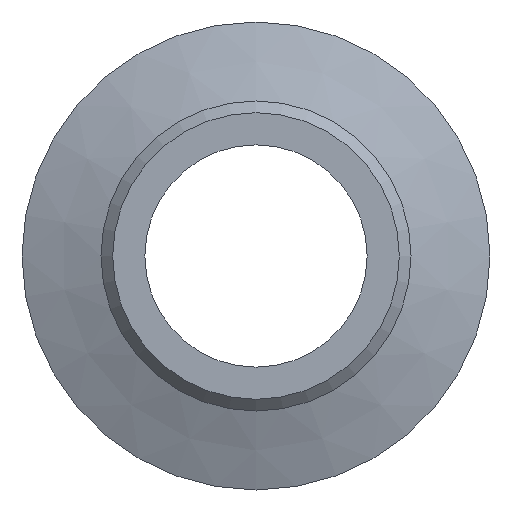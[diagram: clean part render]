
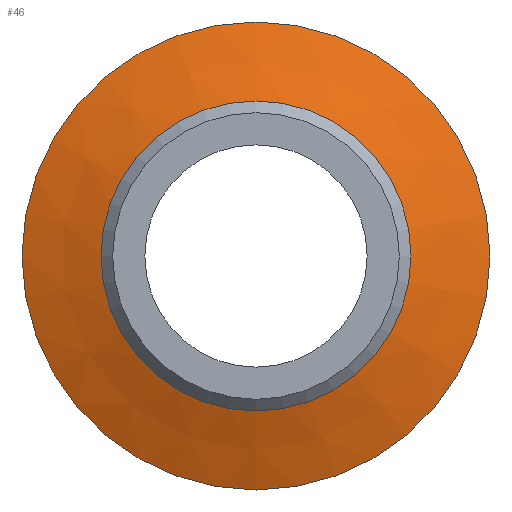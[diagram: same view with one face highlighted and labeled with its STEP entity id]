
A CAD part, front view. The second image highlights one B-rep face of the part: STEP entity #46.
In plain terms, the highlighted conical face has half-angle 70 degrees and reference radius 3.975 mm.
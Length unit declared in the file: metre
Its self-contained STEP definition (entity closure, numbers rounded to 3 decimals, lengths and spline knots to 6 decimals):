
#46 = ADVANCED_FACE( 'NONE', ( #95, #96 ), #97, .T. );
#95 = FACE_OUTER_BOUND( '', #142, .T. );
#96 = FACE_BOUND( '', #143, .T. );
#97 = CONICAL_SURFACE( '', #144, 0.003975, 1.222 );
#142 = EDGE_LOOP( '', ( #195 ) );
#143 = EDGE_LOOP( '', ( #196 ) );
#144 = AXIS2_PLACEMENT_3D( '', #197, #198, #199 );
#195 = ORIENTED_EDGE( '', *, *, #232, .T. );
#196 = ORIENTED_EDGE( '', *, *, #234, .F. );
#197 = CARTESIAN_POINT( '', ( 0., 0.02, 0. ) );
#198 = DIRECTION( '', ( 0., 1., 0. ) );
#199 = DIRECTION( '', ( 0., 0., 1. ) );
#232 = EDGE_CURVE( 'NONE', #260, #260, #261, .T. );
#234 = EDGE_CURVE( 'NONE', #263, #263, #264, .T. );
#260 = VERTEX_POINT( '', #290 );
#261 = CIRCLE( '', #291, 0.006 );
#263 = VERTEX_POINT( '', #293 );
#264 = CIRCLE( '', #294, 0.003975 );
#290 = CARTESIAN_POINT( '', ( 0., 0.020737, -0.006 ) );
#291 = AXIS2_PLACEMENT_3D( '', #322, #323, #324 );
#293 = CARTESIAN_POINT( '', ( 0., 0.02, -0.003975 ) );
#294 = AXIS2_PLACEMENT_3D( '', #325, #326, #327 );
#322 = CARTESIAN_POINT( '', ( 0., 0.020737, 0. ) );
#323 = DIRECTION( '', ( 0., -1., 0. ) );
#324 = DIRECTION( '', ( 0., 0., -1. ) );
#325 = CARTESIAN_POINT( '', ( 0., 0.02, 0. ) );
#326 = DIRECTION( '', ( 0., -1., 0. ) );
#327 = DIRECTION( '', ( 0., 0., -1. ) );
